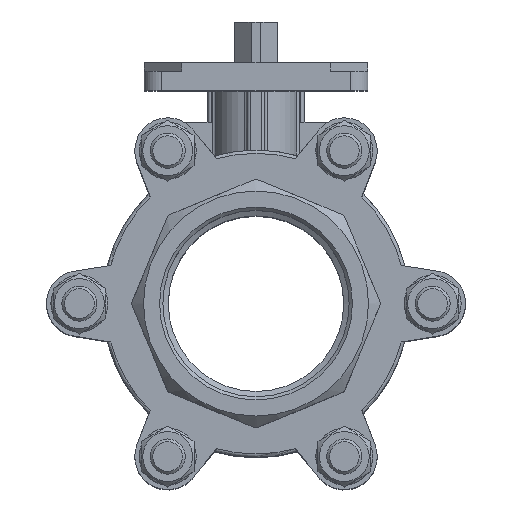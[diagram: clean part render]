
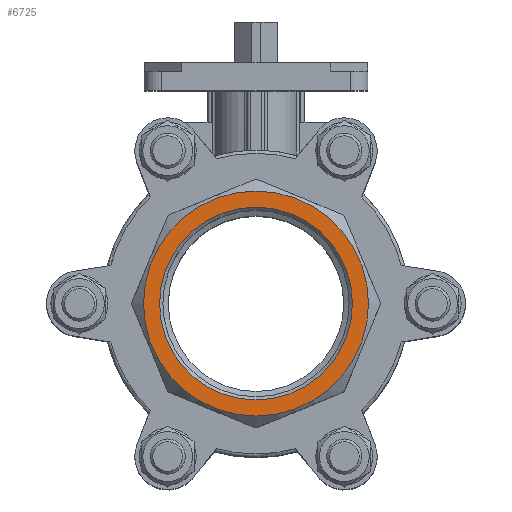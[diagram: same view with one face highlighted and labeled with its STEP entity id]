
A CAD part, top view. The second image highlights one B-rep face of the part: STEP entity #6725.
In plain terms, the highlighted planar face has unit normal (0, 0, 1).
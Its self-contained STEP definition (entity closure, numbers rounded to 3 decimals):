
#525=CIRCLE('',#7356,51.285);
#526=CIRCLE('',#7357,43.942);
#1713=ORIENTED_EDGE('',*,*,#3238,.F.);
#1714=ORIENTED_EDGE('',*,*,#3239,.T.);
#3238=EDGE_CURVE('',#4029,#4029,#525,.T.);
#3239=EDGE_CURVE('',#4030,#4030,#526,.T.);
#4029=VERTEX_POINT('',#11125);
#4030=VERTEX_POINT('',#11127);
#5377=EDGE_LOOP('',(#1713));
#5378=EDGE_LOOP('',(#1714));
#5968=FACE_BOUND('',#5377,.T.);
#5969=FACE_BOUND('',#5378,.T.);
#6399=PLANE('',#7355);
#6725=ADVANCED_FACE('',(#5968,#5969),#6399,.F.);
#7355=AXIS2_PLACEMENT_3D('',#11123,#8753,#8754);
#7356=AXIS2_PLACEMENT_3D('',#11124,#8755,#8756);
#7357=AXIS2_PLACEMENT_3D('',#11126,#8757,#8758);
#8753=DIRECTION('',(0.,0.,-1.));
#8754=DIRECTION('',(-1.,0.,0.));
#8755=DIRECTION('',(0.,0.,-1.));
#8756=DIRECTION('',(-1.,0.,0.));
#8757=DIRECTION('',(0.,0.,-1.));
#8758=DIRECTION('',(-1.,0.,0.));
#11123=CARTESIAN_POINT('',(0.,0.,102.5));
#11124=CARTESIAN_POINT('',(0.,0.,102.5));
#11125=CARTESIAN_POINT('',(-51.285,0.,102.5));
#11126=CARTESIAN_POINT('',(0.,0.,102.5));
#11127=CARTESIAN_POINT('',(-43.942,0.,102.5));
